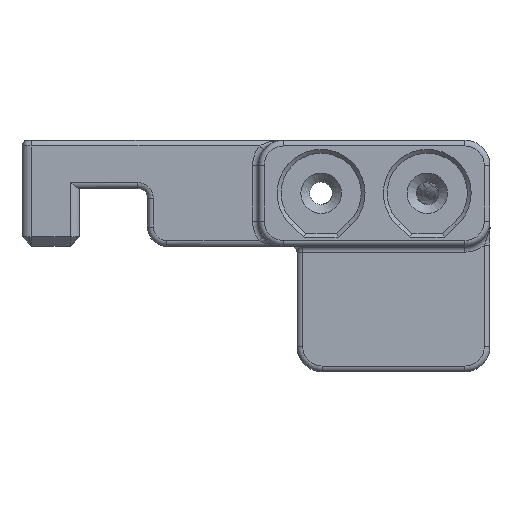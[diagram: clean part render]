
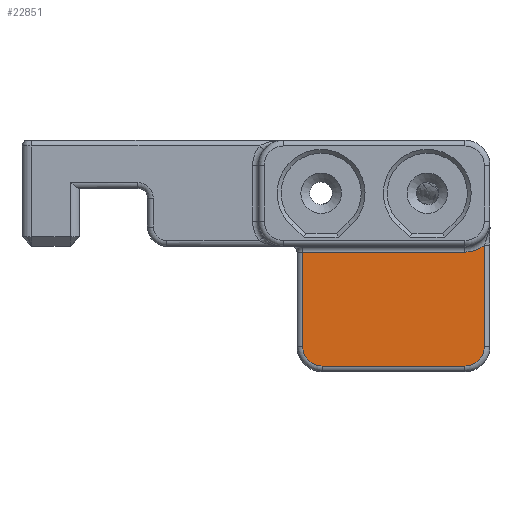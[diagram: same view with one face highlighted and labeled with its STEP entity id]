
A CAD part, front view. The second image highlights one B-rep face of the part: STEP entity #22851.
In plain terms, the highlighted planar face has unit normal (0, -1, 0).
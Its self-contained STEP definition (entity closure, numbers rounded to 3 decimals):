
#2161=FACE_OUTER_BOUND('',#3532,.T.);
#3532=EDGE_LOOP('',(#16105,#16106,#16107,#16108,#16109,#16110,#16111));
#4820=CIRCLE('',#24199,2.);
#4867=CIRCLE('',#24322,2.);
#4869=CIRCLE('',#24325,3.2);
#5405=LINE('',#32102,#7483);
#5506=LINE('',#32649,#7584);
#5531=LINE('',#32728,#7609);
#5532=LINE('',#32731,#7610);
#7483=VECTOR('',#25898,10.);
#7584=VECTOR('',#26191,10.);
#7609=VECTOR('',#26280,10.);
#7610=VECTOR('',#26283,10.);
#9680=VERTEX_POINT('',#32099);
#9681=VERTEX_POINT('',#32101);
#9682=VERTEX_POINT('',#32105);
#9768=VERTEX_POINT('',#32648);
#9789=VERTEX_POINT('',#32722);
#9790=VERTEX_POINT('',#32727);
#9791=VERTEX_POINT('',#32729);
#12028=EDGE_CURVE('',#9680,#9681,#5405,.T.);
#12030=EDGE_CURVE('',#9681,#9682,#4820,.T.);
#12185=EDGE_CURVE('',#9682,#9768,#5506,.T.);
#12223=EDGE_CURVE('',#9789,#9680,#4867,.T.);
#12225=EDGE_CURVE('',#9790,#9789,#5531,.T.);
#12226=EDGE_CURVE('',#9791,#9790,#4869,.T.);
#12227=EDGE_CURVE('',#9768,#9791,#5532,.T.);
#16105=ORIENTED_EDGE('',*,*,#12225,.F.);
#16106=ORIENTED_EDGE('',*,*,#12226,.F.);
#16107=ORIENTED_EDGE('',*,*,#12227,.F.);
#16108=ORIENTED_EDGE('',*,*,#12185,.F.);
#16109=ORIENTED_EDGE('',*,*,#12030,.F.);
#16110=ORIENTED_EDGE('',*,*,#12028,.F.);
#16111=ORIENTED_EDGE('',*,*,#12223,.F.);
#22161=PLANE('',#24324);
#22851=ADVANCED_FACE('',(#2161),#22161,.F.);
#24199=AXIS2_PLACEMENT_3D('',#32106,#25903,#25904);
#24322=AXIS2_PLACEMENT_3D('',#32724,#26274,#26275);
#24324=AXIS2_PLACEMENT_3D('',#32726,#26278,#26279);
#24325=AXIS2_PLACEMENT_3D('',#32730,#26281,#26282);
#25898=DIRECTION('',(-1.,0.,0.));
#25903=DIRECTION('center_axis',(0.,1.,0.));
#25904=DIRECTION('ref_axis',(-0.707,0.,-0.707));
#26191=DIRECTION('',(0.,0.,1.));
#26274=DIRECTION('center_axis',(0.,1.,0.));
#26275=DIRECTION('ref_axis',(0.707,0.,-0.707));
#26278=DIRECTION('center_axis',(0.,1.,0.));
#26279=DIRECTION('ref_axis',(-1.,0.,0.));
#26280=DIRECTION('',(0.,0.,-1.));
#26281=DIRECTION('center_axis',(0.,-1.,0.));
#26282=DIRECTION('ref_axis',(0.707,0.,-0.707));
#26283=DIRECTION('',(1.,0.,0.));
#32099=CARTESIAN_POINT('',(32.9,27.,-18.4));
#32101=CARTESIAN_POINT('',(18.1,27.,-18.4));
#32102=CARTESIAN_POINT('',(27.75,27.,-18.4));
#32105=CARTESIAN_POINT('',(16.1,27.,-16.4));
#32106=CARTESIAN_POINT('Origin',(18.1,27.,-16.4));
#32648=CARTESIAN_POINT('',(16.1,27.,-6.6));
#32649=CARTESIAN_POINT('',(16.1,27.,-3.));
#32722=CARTESIAN_POINT('',(34.9,27.,-16.4));
#32724=CARTESIAN_POINT('Origin',(32.9,27.,-16.4));
#32726=CARTESIAN_POINT('Origin',(30.,27.,0.));
#32727=CARTESIAN_POINT('',(34.9,27.,-5.898));
#32728=CARTESIAN_POINT('',(34.9,27.,2.));
#32729=CARTESIAN_POINT('',(32.9,27.,-6.6));
#32730=CARTESIAN_POINT('Origin',(32.9,27.,-3.4));
#32731=CARTESIAN_POINT('',(30.75,27.,-6.6));
